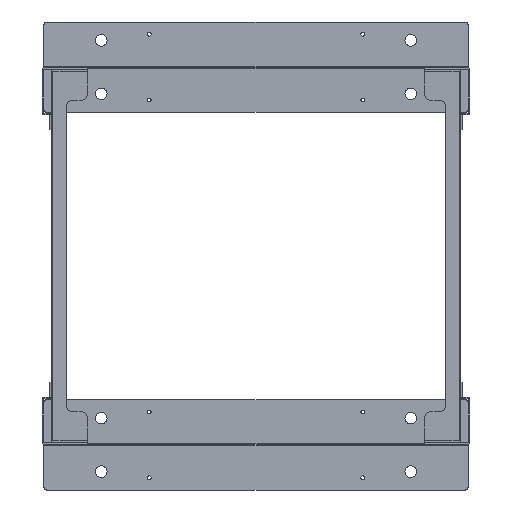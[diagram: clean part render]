
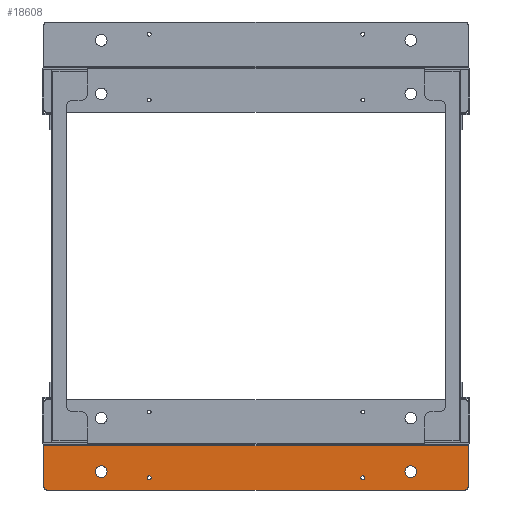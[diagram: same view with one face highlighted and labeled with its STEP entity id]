
A CAD part, front view. The second image highlights one B-rep face of the part: STEP entity #18608.
In plain terms, the highlighted planar face has unit normal (0, -1, 0).
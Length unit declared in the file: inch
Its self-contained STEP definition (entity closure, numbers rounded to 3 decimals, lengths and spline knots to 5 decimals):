
#21 = ORIENTED_EDGE ( 'NONE', *, *, #2305, .F. ) ;
#306 = CARTESIAN_POINT ( 'NONE',  ( 2.75591, 0., -13.45472 ) ) ;
#467 = EDGE_CURVE ( 'NONE', #1832, #7373, #14054, .T. ) ;
#566 = DIRECTION ( 'NONE',  ( -1., 0., 0. ) ) ;
#588 = CARTESIAN_POINT ( 'NONE',  ( 2.95276, 0., 13.65157 ) ) ;
#763 = CARTESIAN_POINT ( 'NONE',  ( 2.75591, 0., 13.45472 ) ) ;
#849 = ORIENTED_EDGE ( 'NONE', *, *, #13204, .T. ) ;
#1018 = FACE_BOUND ( 'NONE', #18432, .T. ) ;
#1224 = DIRECTION ( 'NONE',  ( 0., 1., 0. ) ) ;
#1229 = CARTESIAN_POINT ( 'NONE',  ( 1.77165, 0., 9.58366 ) ) ;
#1261 = FACE_BOUND ( 'NONE', #5667, .T. ) ;
#1555 = DIRECTION ( 'NONE',  ( 0., 0., -1. ) ) ;
#1832 = VERTEX_POINT ( 'NONE', #13537 ) ;
#1843 = CARTESIAN_POINT ( 'NONE',  ( 1.77165, 0., 9.95866 ) ) ;
#1846 = VERTEX_POINT ( 'NONE', #2560 ) ;
#2020 = EDGE_LOOP ( 'NONE', ( #17193, #15991 ) ) ;
#2024 = EDGE_CURVE ( 'NONE', #6710, #1846, #8413, .T. ) ;
#2225 = ORIENTED_EDGE ( 'NONE', *, *, #19156, .F. ) ;
#2305 = EDGE_CURVE ( 'NONE', #7373, #12585, #22767, .T. ) ;
#2325 = EDGE_LOOP ( 'NONE', ( #18140, #8321, #9669, #21, #20783, #2225 ) ) ;
#2560 = CARTESIAN_POINT ( 'NONE',  ( 2.75591, 0., 13.65157 ) ) ;
#3003 = CARTESIAN_POINT ( 'NONE',  ( 1.77165, 0., -9.58366 ) ) ;
#3440 = DIRECTION ( 'NONE',  ( 0., 0., 1. ) ) ;
#3832 = CARTESIAN_POINT ( 'NONE',  ( 2.16535, 0., -6.87992 ) ) ;
#3882 = CARTESIAN_POINT ( 'NONE',  ( 2.95276, 0., 13.45472 ) ) ;
#3912 = AXIS2_PLACEMENT_3D ( 'NONE', #306, #24092, #22384 ) ;
#4202 = DIRECTION ( 'NONE',  ( 0., 1., 0. ) ) ;
#4702 = EDGE_CURVE ( 'NONE', #1846, #14136, #7549, .T. ) ;
#5044 = LINE ( 'NONE', #17841, #8185 ) ;
#5667 = EDGE_LOOP ( 'NONE', ( #16073, #12128 ) ) ;
#5751 = CIRCLE ( 'NONE', #15492, 0.375 ) ;
#5790 = AXIS2_PLACEMENT_3D ( 'NONE', #14274, #1224, #21824 ) ;
#5939 = CARTESIAN_POINT ( 'NONE',  ( 0.09843, 0., -13.65157 ) ) ;
#6150 = CIRCLE ( 'NONE', #10818, 0.375 ) ;
#6478 = CARTESIAN_POINT ( 'NONE',  ( 0.11024, 0., -13.65157 ) ) ;
#6710 = VERTEX_POINT ( 'NONE', #7599 ) ;
#7287 = VERTEX_POINT ( 'NONE', #11723 ) ;
#7311 = AXIS2_PLACEMENT_3D ( 'NONE', #1843, #12931, #20613 ) ;
#7373 = VERTEX_POINT ( 'NONE', #21595 ) ;
#7549 = CIRCLE ( 'NONE', #21194, 0.19685 ) ;
#7599 = CARTESIAN_POINT ( 'NONE',  ( 0.11024, 0., 13.65157 ) ) ;
#7969 = EDGE_CURVE ( 'NONE', #9635, #22196, #20656, .T. ) ;
#8185 = VECTOR ( 'NONE', #3440, 39.37008 ) ;
#8321 = ORIENTED_EDGE ( 'NONE', *, *, #2024, .F. ) ;
#8413 = LINE ( 'NONE', #11945, #18380 ) ;
#8632 = CARTESIAN_POINT ( 'NONE',  ( 1.77165, 0., -9.95866 ) ) ;
#8650 = ORIENTED_EDGE ( 'NONE', *, *, #13137, .T. ) ;
#9196 = CARTESIAN_POINT ( 'NONE',  ( 1.77165, 0., -10.33366 ) ) ;
#9443 = ORIENTED_EDGE ( 'NONE', *, *, #18307, .T. ) ;
#9526 = VECTOR ( 'NONE', #15337, 39.37008 ) ;
#9554 = CIRCLE ( 'NONE', #22420, 0.12795 ) ;
#9635 = VERTEX_POINT ( 'NONE', #22469 ) ;
#9669 = ORIENTED_EDGE ( 'NONE', *, *, #14817, .F. ) ;
#10040 = DIRECTION ( 'NONE',  ( 0., 1., 0. ) ) ;
#10427 = CARTESIAN_POINT ( 'NONE',  ( 2.16535, 0., -6.87992 ) ) ;
#10518 = EDGE_CURVE ( 'NONE', #7287, #17299, #9554, .T. ) ;
#10818 = AXIS2_PLACEMENT_3D ( 'NONE', #19845, #18126, #19728 ) ;
#10837 = EDGE_CURVE ( 'NONE', #22196, #9635, #22041, .T. ) ;
#11631 = DIRECTION ( 'NONE',  ( 0., 0., -1. ) ) ;
#11723 = CARTESIAN_POINT ( 'NONE',  ( 2.16535, 0., 7.00787 ) ) ;
#11945 = CARTESIAN_POINT ( 'NONE',  ( 0.11024, 0., 13.65157 ) ) ;
#12128 = ORIENTED_EDGE ( 'NONE', *, *, #10837, .T. ) ;
#12585 = VERTEX_POINT ( 'NONE', #6478 ) ;
#12819 = VERTEX_POINT ( 'NONE', #1229 ) ;
#12931 = DIRECTION ( 'NONE',  ( 0., 1., 0. ) ) ;
#13137 = EDGE_CURVE ( 'NONE', #14348, #19465, #6150, .T. ) ;
#13143 = CIRCLE ( 'NONE', #7311, 0.375 ) ;
#13204 = EDGE_CURVE ( 'NONE', #19465, #14348, #5751, .T. ) ;
#13312 = CARTESIAN_POINT ( 'NONE',  ( 1.77165, 0., 10.33366 ) ) ;
#13537 = CARTESIAN_POINT ( 'NONE',  ( 2.95276, 0., -13.45472 ) ) ;
#13644 = LINE ( 'NONE', #588, #9526 ) ;
#13767 = CIRCLE ( 'NONE', #23878, 0.12795 ) ;
#14054 = CIRCLE ( 'NONE', #3912, 0.19685 ) ;
#14136 = VERTEX_POINT ( 'NONE', #3882 ) ;
#14274 = CARTESIAN_POINT ( 'NONE',  ( 1.77165, 0., 9.95866 ) ) ;
#14348 = VERTEX_POINT ( 'NONE', #9196 ) ;
#14354 = CARTESIAN_POINT ( 'NONE',  ( 2.16535, 0., -6.75197 ) ) ;
#14422 = DIRECTION ( 'NONE',  ( 0., 0., 1. ) ) ;
#14702 = ORIENTED_EDGE ( 'NONE', *, *, #10518, .T. ) ;
#14771 = PLANE ( 'NONE',  #16885 ) ;
#14817 = EDGE_CURVE ( 'NONE', #12585, #6710, #5044, .T. ) ;
#15172 = CARTESIAN_POINT ( 'NONE',  ( 2.16535, 0., 6.87992 ) ) ;
#15337 = DIRECTION ( 'NONE',  ( 0., 0., -1. ) ) ;
#15492 = AXIS2_PLACEMENT_3D ( 'NONE', #8632, #21317, #17647 ) ;
#15991 = ORIENTED_EDGE ( 'NONE', *, *, #22948, .T. ) ;
#16073 = ORIENTED_EDGE ( 'NONE', *, *, #7969, .T. ) ;
#16299 = CARTESIAN_POINT ( 'NONE',  ( 2.16535, 0., 6.87992 ) ) ;
#16761 = DIRECTION ( 'NONE',  ( 0., 0., -1. ) ) ;
#16885 = AXIS2_PLACEMENT_3D ( 'NONE', #22332, #18665, #14422 ) ;
#17087 = CIRCLE ( 'NONE', #5790, 0.375 ) ;
#17193 = ORIENTED_EDGE ( 'NONE', *, *, #21651, .T. ) ;
#17299 = VERTEX_POINT ( 'NONE', #22887 ) ;
#17647 = DIRECTION ( 'NONE',  ( 0., 0., 1. ) ) ;
#17710 = EDGE_LOOP ( 'NONE', ( #849, #8650 ) ) ;
#17722 = FACE_BOUND ( 'NONE', #2020, .T. ) ;
#17838 = DIRECTION ( 'NONE',  ( 0., 0., -1. ) ) ;
#17841 = CARTESIAN_POINT ( 'NONE',  ( 0.11024, 0., 13.65157 ) ) ;
#17958 = FACE_OUTER_BOUND ( 'NONE', #2325, .T. ) ;
#18126 = DIRECTION ( 'NONE',  ( 0., 1., 0. ) ) ;
#18140 = ORIENTED_EDGE ( 'NONE', *, *, #4702, .F. ) ;
#18307 = EDGE_CURVE ( 'NONE', #17299, #7287, #13767, .T. ) ;
#18380 = VECTOR ( 'NONE', #23303, 39.37008 ) ;
#18432 = EDGE_LOOP ( 'NONE', ( #9443, #14702 ) ) ;
#18608 = ADVANCED_FACE ( 'NONE', ( #17958, #23581, #17722, #1261, #1018 ), #14771, .F. ) ;
#18665 = DIRECTION ( 'NONE',  ( 0., 1., 0. ) ) ;
#18738 = VERTEX_POINT ( 'NONE', #13312 ) ;
#18783 = VECTOR ( 'NONE', #566, 39.37008 ) ;
#19156 = EDGE_CURVE ( 'NONE', #14136, #1832, #13644, .T. ) ;
#19465 = VERTEX_POINT ( 'NONE', #3003 ) ;
#19712 = AXIS2_PLACEMENT_3D ( 'NONE', #10427, #21994, #23827 ) ;
#19728 = DIRECTION ( 'NONE',  ( 0., 0., 1. ) ) ;
#19845 = CARTESIAN_POINT ( 'NONE',  ( 1.77165, 0., -9.95866 ) ) ;
#20430 = DIRECTION ( 'NONE',  ( 0., 1., 0. ) ) ;
#20613 = DIRECTION ( 'NONE',  ( 0., 0., 1. ) ) ;
#20656 = CIRCLE ( 'NONE', #22610, 0.12795 ) ;
#20783 = ORIENTED_EDGE ( 'NONE', *, *, #467, .F. ) ;
#21194 = AXIS2_PLACEMENT_3D ( 'NONE', #763, #10040, #17838 ) ;
#21317 = DIRECTION ( 'NONE',  ( 0., 1., 0. ) ) ;
#21595 = CARTESIAN_POINT ( 'NONE',  ( 2.75591, 0., -13.65157 ) ) ;
#21651 = EDGE_CURVE ( 'NONE', #18738, #12819, #13143, .T. ) ;
#21824 = DIRECTION ( 'NONE',  ( 0., 0., 1. ) ) ;
#21994 = DIRECTION ( 'NONE',  ( 0., 1., 0. ) ) ;
#22041 = CIRCLE ( 'NONE', #19712, 0.12795 ) ;
#22196 = VERTEX_POINT ( 'NONE', #14354 ) ;
#22332 = CARTESIAN_POINT ( 'NONE',  ( 0., 0., 13.65157 ) ) ;
#22384 = DIRECTION ( 'NONE',  ( 0., 0., -1. ) ) ;
#22420 = AXIS2_PLACEMENT_3D ( 'NONE', #15172, #20430, #16761 ) ;
#22469 = CARTESIAN_POINT ( 'NONE',  ( 2.16535, 0., -7.00787 ) ) ;
#22610 = AXIS2_PLACEMENT_3D ( 'NONE', #3832, #4202, #11631 ) ;
#22767 = LINE ( 'NONE', #5939, #18783 ) ;
#22887 = CARTESIAN_POINT ( 'NONE',  ( 2.16535, 0., 6.75197 ) ) ;
#22948 = EDGE_CURVE ( 'NONE', #12819, #18738, #17087, .T. ) ;
#23303 = DIRECTION ( 'NONE',  ( 1., 0., 0. ) ) ;
#23581 = FACE_BOUND ( 'NONE', #17710, .T. ) ;
#23751 = DIRECTION ( 'NONE',  ( 0., 1., 0. ) ) ;
#23827 = DIRECTION ( 'NONE',  ( 0., 0., -1. ) ) ;
#23878 = AXIS2_PLACEMENT_3D ( 'NONE', #16299, #23751, #1555 ) ;
#24092 = DIRECTION ( 'NONE',  ( 0., 1., 0. ) ) ;
